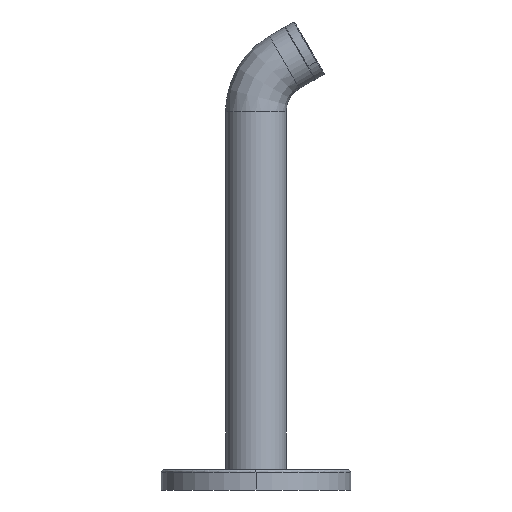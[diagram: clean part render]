
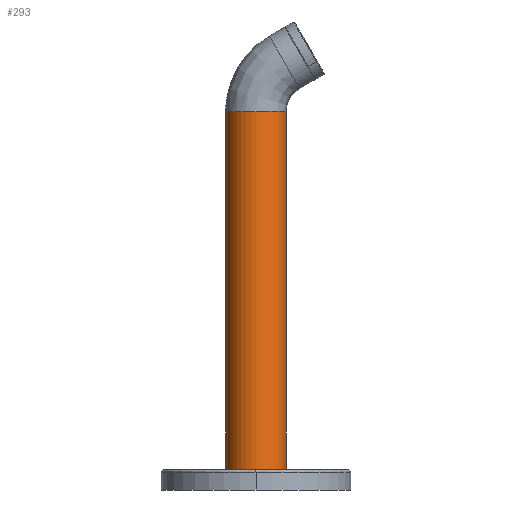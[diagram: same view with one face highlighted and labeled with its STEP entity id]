
A CAD part, left-side view. The second image highlights one B-rep face of the part: STEP entity #293.
In plain terms, the highlighted cylindrical face has radius 12 mm (diameter 24 mm), a partial arc.
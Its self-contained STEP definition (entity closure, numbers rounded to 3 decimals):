
#1 = EDGE_CURVE ( 'NONE', #697, #463, #868, .T. ) ;
#31 = EDGE_CURVE ( 'NONE', #697, #131, #354, .T. ) ;
#70 = LINE ( 'NONE', #643, #437 ) ;
#131 = VERTEX_POINT ( 'NONE', #194 ) ;
#148 = CARTESIAN_POINT ( 'NONE',  ( 0., 0., 78.979 ) ) ;
#162 = VERTEX_POINT ( 'NONE', #278 ) ;
#163 = DIRECTION ( 'NONE',  ( 0., 0., -1. ) ) ;
#194 = CARTESIAN_POINT ( 'NONE',  ( 0., -12., 8.3 ) ) ;
#195 = DIRECTION ( 'NONE',  ( 0., 1., 0. ) ) ;
#203 = DIRECTION ( 'NONE',  ( 0., 0., -1. ) ) ;
#216 = AXIS2_PLACEMENT_3D ( 'NONE', #367, #268, #286 ) ;
#268 = DIRECTION ( 'NONE',  ( 0., 0., 1. ) ) ;
#278 = CARTESIAN_POINT ( 'NONE',  ( 0., 12., 8.3 ) ) ;
#286 = DIRECTION ( 'NONE',  ( 0., 1., 0. ) ) ;
#293 = ADVANCED_FACE ( 'NONE', ( #723 ), #453, .T. ) ;
#302 = ORIENTED_EDGE ( 'NONE', *, *, #1, .T. ) ;
#354 = LINE ( 'NONE', #712, #532 ) ;
#367 = CARTESIAN_POINT ( 'NONE',  ( 0., 0., 8.3 ) ) ;
#368 = DIRECTION ( 'NONE',  ( 0., 0., -1. ) ) ;
#437 = VECTOR ( 'NONE', #472, 1000. ) ;
#453 = CYLINDRICAL_SURFACE ( 'NONE', #717, 12. ) ;
#463 = VERTEX_POINT ( 'NONE', #692 ) ;
#472 = DIRECTION ( 'NONE',  ( 0., 0., -1. ) ) ;
#484 = EDGE_CURVE ( 'NONE', #463, #162, #70, .T. ) ;
#502 = CIRCLE ( 'NONE', #216, 12. ) ;
#532 = VECTOR ( 'NONE', #368, 1000. ) ;
#551 = CARTESIAN_POINT ( 'NONE',  ( 0., 0., 149.958 ) ) ;
#625 = ORIENTED_EDGE ( 'NONE', *, *, #484, .T. ) ;
#643 = CARTESIAN_POINT ( 'NONE',  ( 0., 12., 78.979 ) ) ;
#692 = CARTESIAN_POINT ( 'NONE',  ( 0., 12., 149.958 ) ) ;
#697 = VERTEX_POINT ( 'NONE', #1092 ) ;
#712 = CARTESIAN_POINT ( 'NONE',  ( 0., -12., 78.979 ) ) ;
#717 = AXIS2_PLACEMENT_3D ( 'NONE', #148, #163, #846 ) ;
#723 = FACE_OUTER_BOUND ( 'NONE', #1053, .T. ) ;
#755 = ORIENTED_EDGE ( 'NONE', *, *, #31, .F. ) ;
#846 = DIRECTION ( 'NONE',  ( 0., 1., 0. ) ) ;
#868 = CIRCLE ( 'NONE', #1017, 12. ) ;
#988 = EDGE_CURVE ( 'NONE', #162, #131, #502, .T. ) ;
#997 = ORIENTED_EDGE ( 'NONE', *, *, #988, .T. ) ;
#1017 = AXIS2_PLACEMENT_3D ( 'NONE', #551, #203, #195 ) ;
#1053 = EDGE_LOOP ( 'NONE', ( #755, #302, #625, #997 ) ) ;
#1092 = CARTESIAN_POINT ( 'NONE',  ( 0., -12., 149.958 ) ) ;
